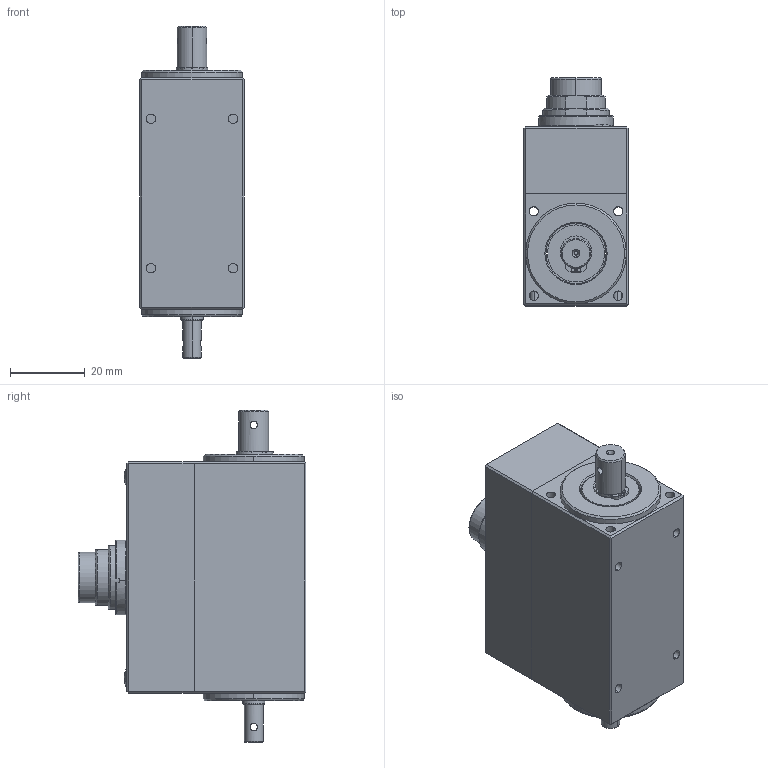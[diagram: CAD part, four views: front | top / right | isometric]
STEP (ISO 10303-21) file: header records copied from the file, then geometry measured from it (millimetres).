
FILE_DESCRIPTION (( 'STEP AP214' ), '1' );
FILE_NAME ('DRVL-I 0,05-1Nm.STEP', '2017-06-12T08:36:35', ( 'nsi' ), ( '' ), 'SwSTEP 2.0', 'SolidWorks 2017', '' );
FILE_SCHEMA (( 'AUTOMOTIVE_DESIGN' ));
Length unit declared in the file: millimetre
Products named in the file (2): DRVL-I 0,05-1Nm
Bounding box: 28 x 61.1 x 89 mm (x, y, z)
Surface area: 15156.5 mm2 (no closed solid volume)
Topology: 0 solids, 11 shells, 273 faces, 737 edges, 476 vertices
Faces by surface type: cylinder 91, plane 91, cone 50, torus 35, sphere 6
Entity records: 11841 total; most frequent: CARTESIAN_POINT 1771, DIRECTION 1618, ORIENTED_EDGE 1293, EDGE_CURVE 737, AXIS2_PLACEMENT_3D 646, VERTEX_POINT 476, CIRCLE 371, LINE 326
